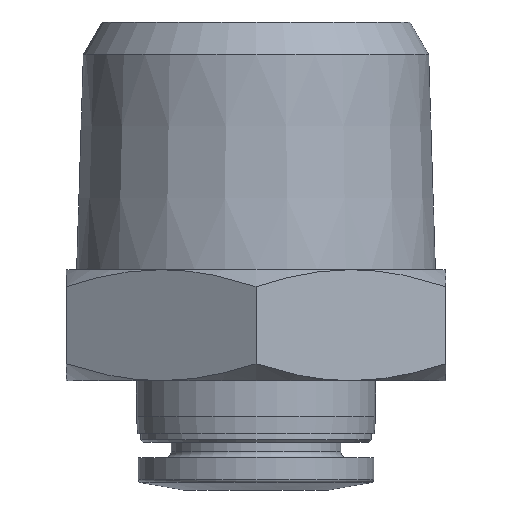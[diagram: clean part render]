
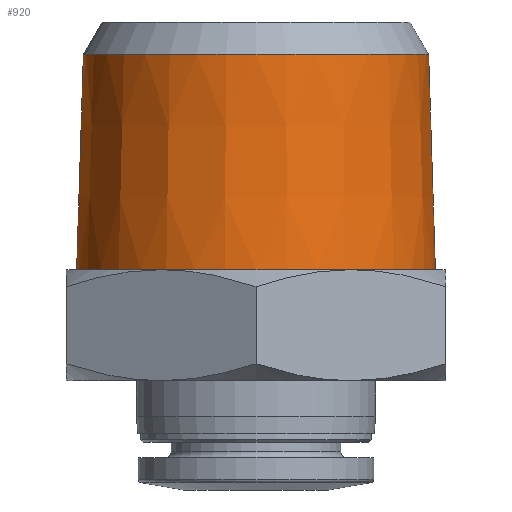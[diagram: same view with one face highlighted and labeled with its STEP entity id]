
A CAD part, front view. The second image highlights one B-rep face of the part: STEP entity #920.
In plain terms, the highlighted conical face has half-angle 1.788 degrees and reference radius 10.501 mm.
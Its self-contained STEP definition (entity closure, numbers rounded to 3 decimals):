
#115=CIRCLE('',#989,10.108);
#116=CIRCLE('',#991,10.501);
#219=ORIENTED_EDGE('',*,*,#337,.F.);
#220=ORIENTED_EDGE('',*,*,#338,.T.);
#337=EDGE_CURVE('',#403,#403,#115,.T.);
#338=EDGE_CURVE('',#404,#404,#116,.T.);
#403=VERTEX_POINT('',#1391);
#404=VERTEX_POINT('',#1394);
#479=EDGE_LOOP('',(#219));
#480=EDGE_LOOP('',(#220));
#543=FACE_BOUND('',#479,.T.);
#544=FACE_BOUND('',#480,.T.);
#575=CONICAL_SURFACE('',#990,10.501,0.031);
#920=ADVANCED_FACE('',(#543,#544),#575,.T.);
#989=AXIS2_PLACEMENT_3D('',#1390,#1124,#1125);
#990=AXIS2_PLACEMENT_3D('',#1392,#1126,#1127);
#991=AXIS2_PLACEMENT_3D('',#1393,#1128,#1129);
#1124=DIRECTION('',(0.,0.,1.));
#1125=DIRECTION('',(1.,0.,0.));
#1126=DIRECTION('',(0.,0.,-1.));
#1127=DIRECTION('',(-1.,0.,0.));
#1128=DIRECTION('',(0.,0.,1.));
#1129=DIRECTION('',(1.,0.,0.));
#1390=CARTESIAN_POINT('',(0.,0.,25.503));
#1391=CARTESIAN_POINT('',(10.108,0.,25.503));
#1392=CARTESIAN_POINT('',(0.,0.,12.9));
#1393=CARTESIAN_POINT('',(0.,0.,12.9));
#1394=CARTESIAN_POINT('',(10.501,0.,12.9));
